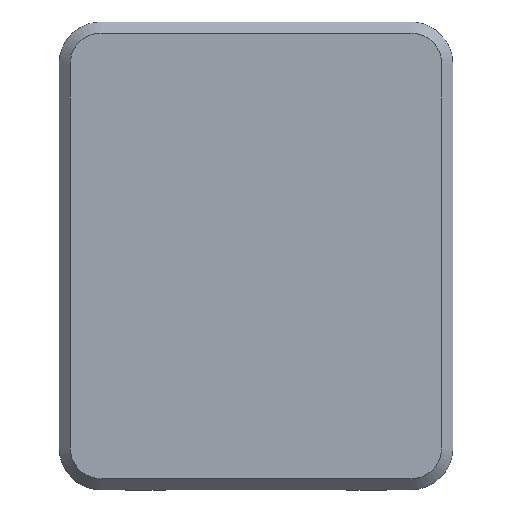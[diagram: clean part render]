
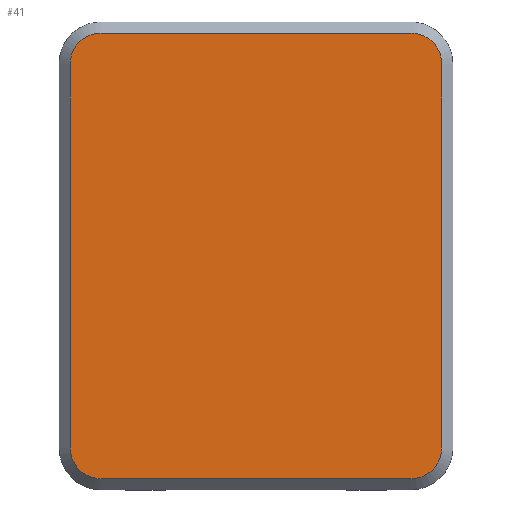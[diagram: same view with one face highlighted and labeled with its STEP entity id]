
A CAD part, top view. The second image highlights one B-rep face of the part: STEP entity #41.
In plain terms, the highlighted face is planar.
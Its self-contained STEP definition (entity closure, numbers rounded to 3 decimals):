
#41=ADVANCED_FACE('',(#110),#1029,.T.);
#110=FACE_OUTER_BOUND('',#183,.T.);
#183=EDGE_LOOP('',(#348,#349,#350,#351,#352,#353,#354,#355));
#348=ORIENTED_EDGE('',*,*,#713,.T.);
#349=ORIENTED_EDGE('',*,*,#654,.T.);
#350=ORIENTED_EDGE('',*,*,#714,.T.);
#351=ORIENTED_EDGE('',*,*,#655,.T.);
#352=ORIENTED_EDGE('',*,*,#706,.T.);
#353=ORIENTED_EDGE('',*,*,#656,.T.);
#354=ORIENTED_EDGE('',*,*,#704,.T.);
#355=ORIENTED_EDGE('',*,*,#657,.T.);
#654=EDGE_CURVE('',#981,#982,#804,.T.);
#655=EDGE_CURVE('',#983,#984,#805,.T.);
#656=EDGE_CURVE('',#985,#986,#806,.T.);
#657=EDGE_CURVE('',#987,#980,#807,.T.);
#704=EDGE_CURVE('',#986,#987,#881,.T.);
#706=EDGE_CURVE('',#984,#985,#882,.T.);
#713=EDGE_CURVE('',#980,#981,#885,.T.);
#714=EDGE_CURVE('',#982,#983,#886,.T.);
#804=B_SPLINE_CURVE_WITH_KNOTS('',1,(#2761,#2762),.UNSPECIFIED.,.F.,.F.,
(2,2),(0.,28.),.UNSPECIFIED.);
#805=B_SPLINE_CURVE_WITH_KNOTS('',1,(#2763,#2764),.UNSPECIFIED.,.F.,.F.,
(2,2),(0.,34.7),.UNSPECIFIED.);
#806=B_SPLINE_CURVE_WITH_KNOTS('',1,(#2765,#2766),.UNSPECIFIED.,.F.,.F.,
(2,2),(0.,28.),.UNSPECIFIED.);
#807=B_SPLINE_CURVE_WITH_KNOTS('',1,(#2767,#2768),.UNSPECIFIED.,.F.,.F.,
(2,2),(0.,34.7),.UNSPECIFIED.);
#881=(
BOUNDED_CURVE()
B_SPLINE_CURVE(2,(#2926,#2927,#2928),.UNSPECIFIED.,.F.,.F.)
B_SPLINE_CURVE_WITH_KNOTS((3,3),(0.,4.382),.UNSPECIFIED.)
CURVE()
GEOMETRIC_REPRESENTATION_ITEM()
RATIONAL_B_SPLINE_CURVE((1.,0.707,1.))
REPRESENTATION_ITEM('')
);
#882=(
BOUNDED_CURVE()
B_SPLINE_CURVE(2,(#2931,#2932,#2933),.UNSPECIFIED.,.F.,.F.)
B_SPLINE_CURVE_WITH_KNOTS((3,3),(0.,4.382),.UNSPECIFIED.)
CURVE()
GEOMETRIC_REPRESENTATION_ITEM()
RATIONAL_B_SPLINE_CURVE((1.,0.707,1.))
REPRESENTATION_ITEM('')
);
#885=(
BOUNDED_CURVE()
B_SPLINE_CURVE(2,(#2948,#2949,#2950),.UNSPECIFIED.,.F.,.F.)
B_SPLINE_CURVE_WITH_KNOTS((3,3),(0.,4.382),.UNSPECIFIED.)
CURVE()
GEOMETRIC_REPRESENTATION_ITEM()
RATIONAL_B_SPLINE_CURVE((1.,0.707,1.))
REPRESENTATION_ITEM('')
);
#886=(
BOUNDED_CURVE()
B_SPLINE_CURVE(2,(#2951,#2952,#2953),.UNSPECIFIED.,.F.,.F.)
B_SPLINE_CURVE_WITH_KNOTS((3,3),(0.,4.382),.UNSPECIFIED.)
CURVE()
GEOMETRIC_REPRESENTATION_ITEM()
RATIONAL_B_SPLINE_CURVE((1.,0.707,1.))
REPRESENTATION_ITEM('')
);
#980=VERTEX_POINT('',#2461);
#981=VERTEX_POINT('',#2462);
#982=VERTEX_POINT('',#2463);
#983=VERTEX_POINT('',#2464);
#984=VERTEX_POINT('',#2465);
#985=VERTEX_POINT('',#2466);
#986=VERTEX_POINT('',#2467);
#987=VERTEX_POINT('',#2468);
#1029=PLANE('',#1139);
#1139=AXIS2_PLACEMENT_3D('',#1433,#1178,$);
#1178=DIRECTION('',(0.,1.,0.));
#1433=CARTESIAN_POINT('',(-20.149,166.2,-25.319));
#2461=CARTESIAN_POINT('',(16.79,166.2,-18.5));
#2462=CARTESIAN_POINT('',(14.,166.2,-21.29));
#2463=CARTESIAN_POINT('',(-14.,166.2,-21.29));
#2464=CARTESIAN_POINT('',(-16.79,166.2,-18.5));
#2465=CARTESIAN_POINT('',(-16.79,166.2,16.2));
#2466=CARTESIAN_POINT('',(-14.,166.2,18.99));
#2467=CARTESIAN_POINT('',(14.,166.2,18.99));
#2468=CARTESIAN_POINT('',(16.79,166.2,16.2));
#2761=CARTESIAN_POINT('',(14.,166.2,-21.29));
#2762=CARTESIAN_POINT('',(-14.,166.2,-21.29));
#2763=CARTESIAN_POINT('',(-16.79,166.2,-18.5));
#2764=CARTESIAN_POINT('',(-16.79,166.2,16.2));
#2765=CARTESIAN_POINT('',(-14.,166.2,18.99));
#2766=CARTESIAN_POINT('',(14.,166.2,18.99));
#2767=CARTESIAN_POINT('',(16.79,166.2,16.2));
#2768=CARTESIAN_POINT('',(16.79,166.2,-18.5));
#2926=CARTESIAN_POINT('',(14.,166.2,18.99));
#2927=CARTESIAN_POINT('',(16.79,166.2,18.99));
#2928=CARTESIAN_POINT('',(16.79,166.2,16.2));
#2931=CARTESIAN_POINT('',(-16.79,166.2,16.2));
#2932=CARTESIAN_POINT('',(-16.79,166.2,18.99));
#2933=CARTESIAN_POINT('',(-14.,166.2,18.99));
#2948=CARTESIAN_POINT('',(16.79,166.2,-18.5));
#2949=CARTESIAN_POINT('',(16.79,166.2,-21.29));
#2950=CARTESIAN_POINT('',(14.,166.2,-21.29));
#2951=CARTESIAN_POINT('',(-14.,166.2,-21.29));
#2952=CARTESIAN_POINT('',(-16.79,166.2,-21.29));
#2953=CARTESIAN_POINT('',(-16.79,166.2,-18.5));
